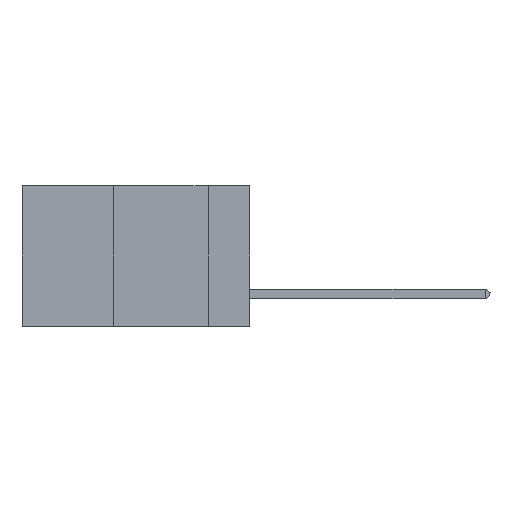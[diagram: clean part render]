
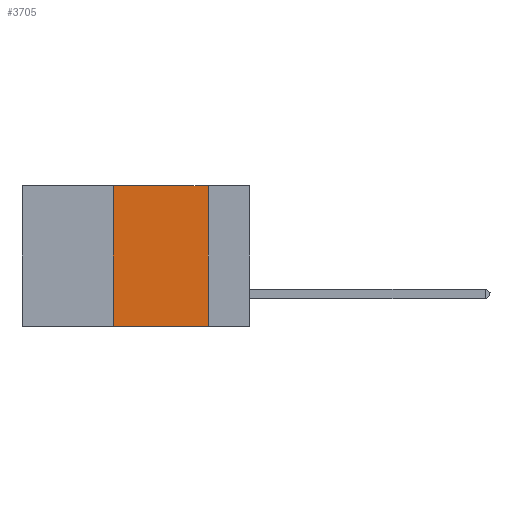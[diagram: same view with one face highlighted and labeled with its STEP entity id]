
A CAD part, left-side view. The second image highlights one B-rep face of the part: STEP entity #3705.
In plain terms, the highlighted planar face has unit normal (-1, 0, 0).
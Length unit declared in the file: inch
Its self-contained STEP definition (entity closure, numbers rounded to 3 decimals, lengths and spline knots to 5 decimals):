
#1052 = VERTEX_POINT ( 'NONE', #31776 ) ;
#1386 = EDGE_CURVE ( 'NONE', #33284, #7495, #35193, .T. ) ;
#3336 = ORIENTED_EDGE ( 'NONE', *, *, #34347, .F. ) ;
#3705 = ADVANCED_FACE ( 'NONE', ( #45896 ), #4690, .F. ) ;
#4690 = PLANE ( 'NONE',  #37183 ) ;
#7495 = VERTEX_POINT ( 'NONE', #25542 ) ;
#8154 = ORIENTED_EDGE ( 'NONE', *, *, #1386, .F. ) ;
#8287 = DIRECTION ( 'NONE',  ( 0., -1., 0. ) ) ;
#11205 = LINE ( 'NONE', #12774, #45126 ) ;
#12546 = DIRECTION ( 'NONE',  ( 1., 0., 0. ) ) ;
#12774 = CARTESIAN_POINT ( 'NONE',  ( 0., 0.11, 0. ) ) ;
#12974 = DIRECTION ( 'NONE',  ( 0., 0., 1. ) ) ;
#14720 = CARTESIAN_POINT ( 'NONE',  ( 0., 0.36, -0.37 ) ) ;
#16659 = DIRECTION ( 'NONE',  ( 0., 0., -1. ) ) ;
#21624 = VECTOR ( 'NONE', #33524, 39.37008 ) ;
#25266 = EDGE_CURVE ( 'NONE', #7495, #1052, #49751, .T. ) ;
#25542 = CARTESIAN_POINT ( 'NONE',  ( 0., 0.36, 0. ) ) ;
#27376 = CARTESIAN_POINT ( 'NONE',  ( 0., 0.6, 0. ) ) ;
#31029 = EDGE_CURVE ( 'NONE', #33284, #48467, #41055, .T. ) ;
#31776 = CARTESIAN_POINT ( 'NONE',  ( 0., 0.11, 0. ) ) ;
#31893 = CARTESIAN_POINT ( 'NONE',  ( 0., 0.6, 0. ) ) ;
#33284 = VERTEX_POINT ( 'NONE', #14720 ) ;
#33524 = DIRECTION ( 'NONE',  ( 0., -1., 0. ) ) ;
#34077 = CARTESIAN_POINT ( 'NONE',  ( 0., 0.6, -0.37 ) ) ;
#34347 = EDGE_CURVE ( 'NONE', #1052, #48467, #11205, .T. ) ;
#35193 = LINE ( 'NONE', #48070, #36930 ) ;
#35995 = DIRECTION ( 'NONE',  ( 0., 0., -1. ) ) ;
#36930 = VECTOR ( 'NONE', #12974, 39.37008 ) ;
#37183 = AXIS2_PLACEMENT_3D ( 'NONE', #31893, #12546, #35995 ) ;
#37736 = ORIENTED_EDGE ( 'NONE', *, *, #31029, .T. ) ;
#40568 = VECTOR ( 'NONE', #8287, 39.37008 ) ;
#41055 = LINE ( 'NONE', #34077, #21624 ) ;
#43335 = EDGE_LOOP ( 'NONE', ( #3336, #46369, #8154, #37736 ) ) ;
#44125 = CARTESIAN_POINT ( 'NONE',  ( 0., 0.11, -0.37 ) ) ;
#45126 = VECTOR ( 'NONE', #16659, 39.37008 ) ;
#45896 = FACE_OUTER_BOUND ( 'NONE', #43335, .T. ) ;
#46369 = ORIENTED_EDGE ( 'NONE', *, *, #25266, .F. ) ;
#48070 = CARTESIAN_POINT ( 'NONE',  ( 0., 0.36, 0. ) ) ;
#48467 = VERTEX_POINT ( 'NONE', #44125 ) ;
#49751 = LINE ( 'NONE', #27376, #40568 ) ;
